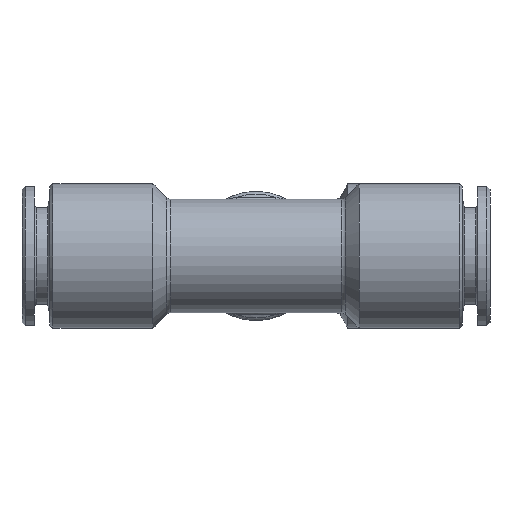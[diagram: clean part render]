
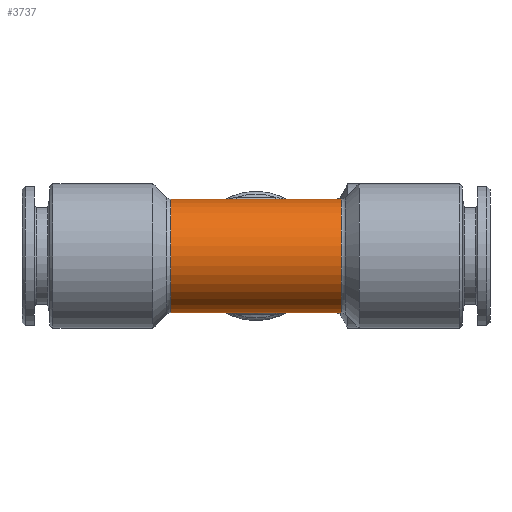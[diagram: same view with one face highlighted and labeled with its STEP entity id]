
A CAD part, front view. The second image highlights one B-rep face of the part: STEP entity #3737.
In plain terms, the highlighted cylindrical face has radius 5.5 mm (diameter 11 mm), a partial arc.
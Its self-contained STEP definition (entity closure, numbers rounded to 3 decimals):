
#2666 = DIRECTION ( 'NONE',  ( 0., 0., 1. ) ) ;
#2667 = DIRECTION ( 'NONE',  ( 1., 0., 0. ) ) ;
#2668 = CARTESIAN_POINT ( 'NONE',  ( 8.293, -9., 0. ) ) ;
#2675 = AXIS2_PLACEMENT_3D ( 'NONE', #2668, #2667, #2666 ) ;
#2676 = CIRCLE ( 'NONE', #2675, 5.5 ) ;
#2688 = CARTESIAN_POINT ( 'NONE',  ( -8.293, -9., -5.5 ) ) ;
#2695 = CARTESIAN_POINT ( 'NONE',  ( 8.293, -9., 5.5 ) ) ;
#2705 = CARTESIAN_POINT ( 'NONE',  ( -8.293, -9., 5.5 ) ) ;
#2714 = CARTESIAN_POINT ( 'NONE',  ( 8.293, -9., -5.5 ) ) ;
#2720 = VECTOR ( 'NONE', #2741, 1000. ) ;
#2729 = DIRECTION ( 'NONE',  ( 0., 0., 1. ) ) ;
#2730 = DIRECTION ( 'NONE',  ( 1., 0., 0. ) ) ;
#2731 = AXIS2_PLACEMENT_3D ( 'NONE', #2747, #2730, #2729 ) ;
#2734 = FACE_OUTER_BOUND ( 'NONE', #3706, .T. ) ;
#2741 = DIRECTION ( 'NONE',  ( 1., 0., 0. ) ) ;
#2742 = CARTESIAN_POINT ( 'NONE',  ( 0., -9., 5.5 ) ) ;
#2743 = LINE ( 'NONE', #2742, #2720 ) ;
#2747 = CARTESIAN_POINT ( 'NONE',  ( 0., -9., 0. ) ) ;
#2752 = CYLINDRICAL_SURFACE ( 'NONE', #2731, 5.5 ) ;
#2765 = DIRECTION ( 'NONE',  ( 1., 0., 0. ) ) ;
#2774 = AXIS2_PLACEMENT_3D ( 'NONE', #2810, #2765, #2792 ) ;
#2792 = DIRECTION ( 'NONE',  ( 0., 0., 1. ) ) ;
#2809 = CIRCLE ( 'NONE', #2774, 5.5 ) ;
#2810 = CARTESIAN_POINT ( 'NONE',  ( -8.293, -9., 0. ) ) ;
#2877 = DIRECTION ( 'NONE',  ( 1., 0., 0. ) ) ;
#2878 = VECTOR ( 'NONE', #2877, 1000. ) ;
#2879 = CARTESIAN_POINT ( 'NONE',  ( 0., -9., -5.5 ) ) ;
#2889 = LINE ( 'NONE', #2879, #2878 ) ;
#3616 = EDGE_CURVE ( 'NONE', #3671, #3693, #2676, .T. ) ;
#3650 = VERTEX_POINT ( 'NONE', #2688 ) ;
#3666 = ORIENTED_EDGE ( 'NONE', *, *, #3752, .T. ) ;
#3671 = VERTEX_POINT ( 'NONE', #2695 ) ;
#3674 = VERTEX_POINT ( 'NONE', #2705 ) ;
#3693 = VERTEX_POINT ( 'NONE', #2714 ) ;
#3706 = EDGE_LOOP ( 'NONE', ( #3666, #3788, #3844, #3837 ) ) ;
#3724 = EDGE_CURVE ( 'NONE', #3674, #3671, #2743, .T. ) ;
#3737 = ADVANCED_FACE ( 'NONE', ( #2734 ), #2752, .T. ) ;
#3752 = EDGE_CURVE ( 'NONE', #3674, #3650, #2809, .T. ) ;
#3788 = ORIENTED_EDGE ( 'NONE', *, *, #3852, .T. ) ;
#3837 = ORIENTED_EDGE ( 'NONE', *, *, #3724, .F. ) ;
#3844 = ORIENTED_EDGE ( 'NONE', *, *, #3616, .F. ) ;
#3852 = EDGE_CURVE ( 'NONE', #3650, #3693, #2889, .T. ) ;
